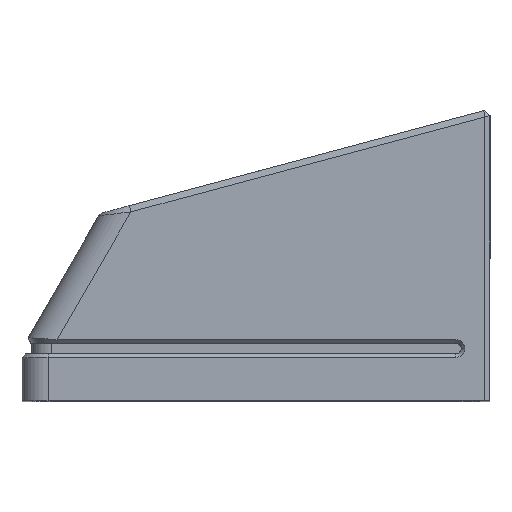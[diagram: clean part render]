
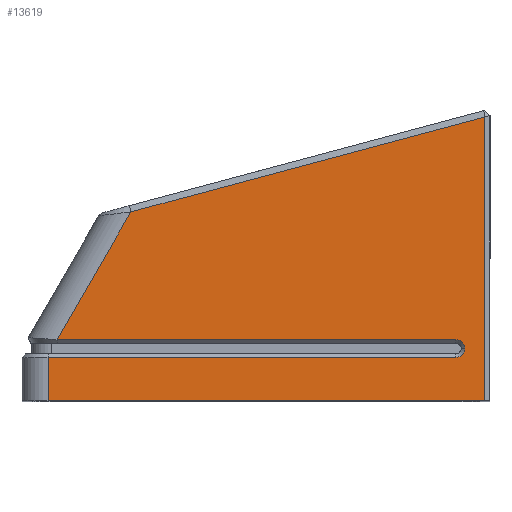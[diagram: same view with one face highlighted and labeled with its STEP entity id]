
A CAD part, top view. The second image highlights one B-rep face of the part: STEP entity #13619.
In plain terms, the highlighted planar face has unit normal (0, 0, 1).
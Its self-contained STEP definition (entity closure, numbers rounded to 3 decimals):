
#47 = ORIENTED_EDGE ( 'NONE', *, *, #2044, .T. ) ;
#112 = CARTESIAN_POINT ( 'NONE',  ( 0., 0., 50. ) ) ;
#172 = CARTESIAN_POINT ( 'NONE',  ( 16.757, 29.024, 50. ) ) ;
#200 = CARTESIAN_POINT ( 'NONE',  ( 0., 0., 50. ) ) ;
#546 = DIRECTION ( 'NONE',  ( -1., 0., 0. ) ) ;
#605 = CARTESIAN_POINT ( 'NONE',  ( 5.414, 9.377, 50. ) ) ;
#707 = DIRECTION ( 'NONE',  ( 1., 0., 0. ) ) ;
#738 = ORIENTED_EDGE ( 'NONE', *, *, #11761, .T. ) ;
#1466 = VERTEX_POINT ( 'NONE', #2742 ) ;
#1541 = VECTOR ( 'NONE', #2178, 1000. ) ;
#1685 = VECTOR ( 'NONE', #6954, 1000. ) ;
#2044 = EDGE_CURVE ( 'NONE', #2407, #4609, #7331, .T. ) ;
#2075 = CARTESIAN_POINT ( 'NONE',  ( 4., 0., 50. ) ) ;
#2178 = DIRECTION ( 'NONE',  ( 0., -1., 0. ) ) ;
#2407 = VERTEX_POINT ( 'NONE', #605 ) ;
#2742 = CARTESIAN_POINT ( 'NONE',  ( 4., 0., 50. ) ) ;
#2946 = CARTESIAN_POINT ( 'NONE',  ( 71.2, 0., 50. ) ) ;
#3017 = VECTOR ( 'NONE', #707, 1000. ) ;
#3159 = VERTEX_POINT ( 'NONE', #2946 ) ;
#3442 = EDGE_CURVE ( 'NONE', #4609, #5875, #11272, .T. ) ;
#3763 = AXIS2_PLACEMENT_3D ( 'NONE', #16968, #5070, #14374 ) ;
#3889 = ORIENTED_EDGE ( 'NONE', *, *, #4786, .T. ) ;
#4281 = DIRECTION ( 'NONE',  ( -1., 0., 0. ) ) ;
#4609 = VERTEX_POINT ( 'NONE', #5002 ) ;
#4786 = EDGE_CURVE ( 'NONE', #15169, #2407, #16983, .T. ) ;
#4848 = ORIENTED_EDGE ( 'NONE', *, *, #12160, .T. ) ;
#4871 = CARTESIAN_POINT ( 'NONE',  ( -6.133, 22.89, 50. ) ) ;
#5002 = CARTESIAN_POINT ( 'NONE',  ( 66.757, 9.377, 50. ) ) ;
#5070 = DIRECTION ( 'NONE',  ( 0., 0., -1. ) ) ;
#5171 = AXIS2_PLACEMENT_3D ( 'NONE', #14323, #10569, #8073 ) ;
#5214 = AXIS2_PLACEMENT_3D ( 'NONE', #200, #5773, #4281 ) ;
#5469 = LINE ( 'NONE', #10759, #1685 ) ;
#5505 = LINE ( 'NONE', #10790, #11314 ) ;
#5605 = EDGE_CURVE ( 'NONE', #3159, #6835, #5469, .T. ) ;
#5668 = VERTEX_POINT ( 'NONE', #6596 ) ;
#5773 = DIRECTION ( 'NONE',  ( 0., 0., -1. ) ) ;
#5875 = VERTEX_POINT ( 'NONE', #15073 ) ;
#6259 = VECTOR ( 'NONE', #10254, 1000. ) ;
#6353 = ORIENTED_EDGE ( 'NONE', *, *, #8498, .T. ) ;
#6596 = CARTESIAN_POINT ( 'NONE',  ( 4., 6.623, 50. ) ) ;
#6835 = VERTEX_POINT ( 'NONE', #7579 ) ;
#6954 = DIRECTION ( 'NONE',  ( 0., 1., 0. ) ) ;
#7331 = LINE ( 'NONE', #12622, #3017 ) ;
#7569 = VECTOR ( 'NONE', #7797, 1000. ) ;
#7579 = CARTESIAN_POINT ( 'NONE',  ( 71.2, 43.612, 50. ) ) ;
#7797 = DIRECTION ( 'NONE',  ( -0.5, -0.866, 0. ) ) ;
#8073 = DIRECTION ( 'NONE',  ( -1., 0., 0. ) ) ;
#8498 = EDGE_CURVE ( 'NONE', #5875, #16285, #9874, .T. ) ;
#8712 = LINE ( 'NONE', #4871, #6259 ) ;
#9760 = PLANE ( 'NONE',  #5214 ) ;
#9810 = LINE ( 'NONE', #2075, #1541 ) ;
#9874 = CIRCLE ( 'NONE', #3763, 1.377 ) ;
#10062 = EDGE_CURVE ( 'NONE', #1466, #3159, #14452, .T. ) ;
#10254 = DIRECTION ( 'NONE',  ( -0.966, -0.259, 0. ) ) ;
#10410 = EDGE_LOOP ( 'NONE', ( #12303, #738, #3889, #47, #11440, #6353, #13416, #4848, #13430 ) ) ;
#10569 = DIRECTION ( 'NONE',  ( 0., 0., -1. ) ) ;
#10759 = CARTESIAN_POINT ( 'NONE',  ( 71.2, 0., 50. ) ) ;
#10790 = CARTESIAN_POINT ( 'NONE',  ( 0., 6.623, 50. ) ) ;
#10924 = CARTESIAN_POINT ( 'NONE',  ( 72., 0., 50. ) ) ;
#11272 = CIRCLE ( 'NONE', #5171, 1.377 ) ;
#11314 = VECTOR ( 'NONE', #546, 1000. ) ;
#11440 = ORIENTED_EDGE ( 'NONE', *, *, #3442, .T. ) ;
#11761 = EDGE_CURVE ( 'NONE', #6835, #15169, #8712, .T. ) ;
#12109 = FACE_OUTER_BOUND ( 'NONE', #10410, .T. ) ;
#12160 = EDGE_CURVE ( 'NONE', #5668, #1466, #9810, .T. ) ;
#12303 = ORIENTED_EDGE ( 'NONE', *, *, #5605, .T. ) ;
#12622 = CARTESIAN_POINT ( 'NONE',  ( 66.757, 9.377, 50. ) ) ;
#13416 = ORIENTED_EDGE ( 'NONE', *, *, #13605, .T. ) ;
#13430 = ORIENTED_EDGE ( 'NONE', *, *, #10062, .T. ) ;
#13605 = EDGE_CURVE ( 'NONE', #16285, #5668, #5505, .T. ) ;
#13619 = ADVANCED_FACE ( 'NONE', ( #12109 ), #9760, .F. ) ;
#14095 = VECTOR ( 'NONE', #14530, 1000. ) ;
#14323 = CARTESIAN_POINT ( 'NONE',  ( 66.757, 8., 50. ) ) ;
#14374 = DIRECTION ( 'NONE',  ( -1., 0., 0. ) ) ;
#14452 = LINE ( 'NONE', #10924, #14095 ) ;
#14530 = DIRECTION ( 'NONE',  ( 1., 0., 0. ) ) ;
#15073 = CARTESIAN_POINT ( 'NONE',  ( 68.134, 8., 50. ) ) ;
#15169 = VERTEX_POINT ( 'NONE', #172 ) ;
#16285 = VERTEX_POINT ( 'NONE', #16607 ) ;
#16607 = CARTESIAN_POINT ( 'NONE',  ( 66.757, 6.623, 50. ) ) ;
#16968 = CARTESIAN_POINT ( 'NONE',  ( 66.757, 8., 50. ) ) ;
#16983 = LINE ( 'NONE', #112, #7569 ) ;
